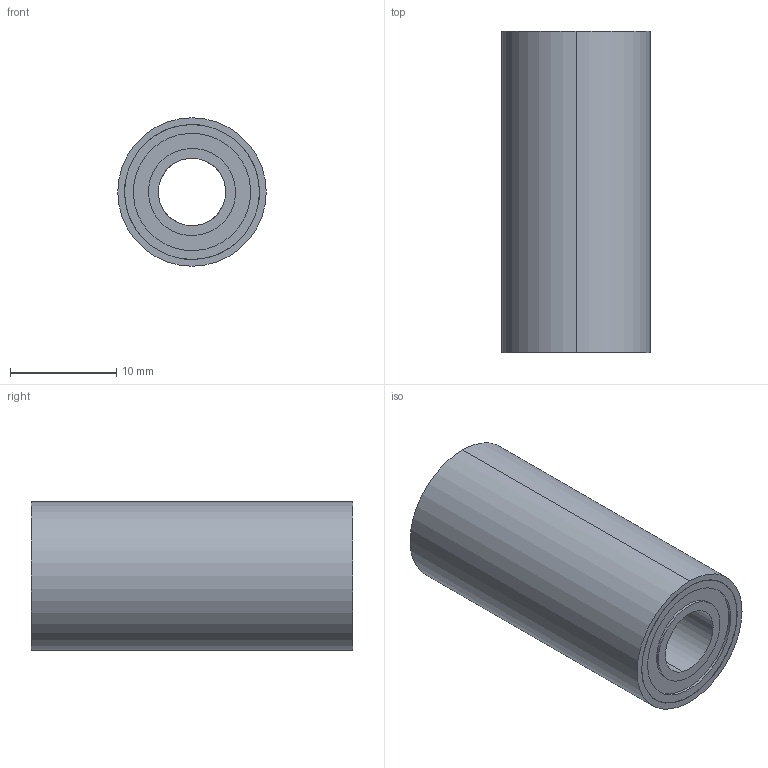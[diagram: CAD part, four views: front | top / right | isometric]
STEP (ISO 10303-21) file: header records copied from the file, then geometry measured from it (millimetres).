
FILE_DESCRIPTION (( 'STEP AP203' ), '1' );
FILE_NAME ('535194 assembly.STEP', '2014-07-08T19:01:23', ( 'Kyle' ), ( 'Microsoft' ), 'SwSTEP 2.0', 'SolidWorks 2014', '' );
FILE_SCHEMA (( 'CONFIG_CONTROL_DESIGN' ));
Length unit declared in the file: inch
Products named in the file (3): 535194; .25 x .50 non flanged bearing; 535194 assembly
Assembly tree (3 placements, depth 2):
  535194 assembly
    535194
    .25 x .50 non flanged bearing  x2
Bounding box: 13.97 x 30.23 x 13.97 mm (x, y, z)
Volume: 2805.4 mm3; surface area: 3497.1 mm2
Topology: 3 solids, 3 shells, 48 faces, 96 edges, 64 vertices
Faces by surface type: cylinder 32, plane 16
Entity records: 1155 total; most frequent: DIRECTION 172, CARTESIAN_POINT 136, ORIENTED_EDGE 120, AXIS2_PLACEMENT_3D 76, EDGE_CURVE 60, EDGE_LOOP 40, CIRCLE 40, VERTEX_POINT 40
